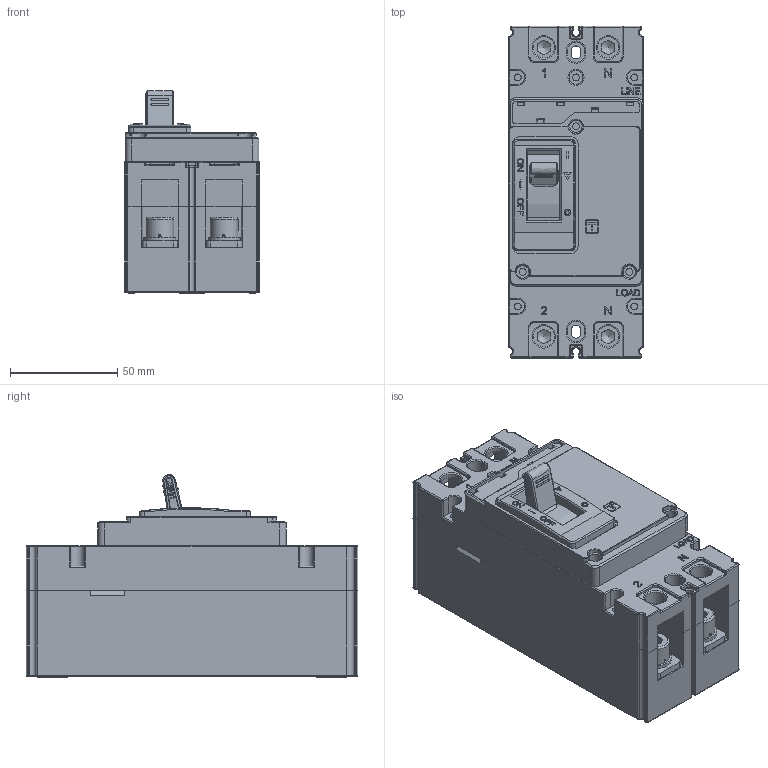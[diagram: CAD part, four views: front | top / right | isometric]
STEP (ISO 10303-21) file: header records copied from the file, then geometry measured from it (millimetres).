
FILE_DESCRIPTION(/* description */ (''),/* implementation_level */ '2;1');
FILE_NAME(/* name */ 'NXM-160S 2P.stp',/* time_stamp */ '2017-04-07T15:11:59+08:00',/* author */ (''),/* organization */ (''),/* preprocessor_version */ 'ST-DEVELOPER v11',/* originating_system */ 'SIEMENS PLM Software NX 7.5',/* authorisation */ '');
FILE_SCHEMA (('CONFIG_CONTROL_DESIGN'));
Products named in the file (1): _model1
Bounding box: 63 x 155 x 94.68 mm (x, y, z)
Volume: 489040.3 mm3; surface area: 157353.1 mm2
Topology: 5 solids, 32 shells, 2767 faces, 7406 edges, 4733 vertices
Faces by surface type: plane 1674, cylinder 690, extrusion 143, torus 92, sphere 73, cone 52, bspline 43
Full cylindrical faces by diameter (mm): 2.3 x1, 2.7 x1, 2.9 x2, 3 x4, 3.2 x9, 3.5 x8, 4 x4, 4.5 x1, 5.3 x2, 5.5 x2, 5.8 x2, 6 x2, 6.2 x4, 6.5 x3, 8 x4, 8.5 x2, 9 x2, 10 x10, 13 x4, 13.5 x4, 15 x4
Entity records: 93097 total; most frequent: CARTESIAN_POINT 25367, ORIENTED_EDGE 14300, DIRECTION 13337, EDGE_CURVE 7150, VECTOR 4987, LINE 4844, VERTEX_POINT 4674, AXIS2_PLACEMENT_3D 4175
